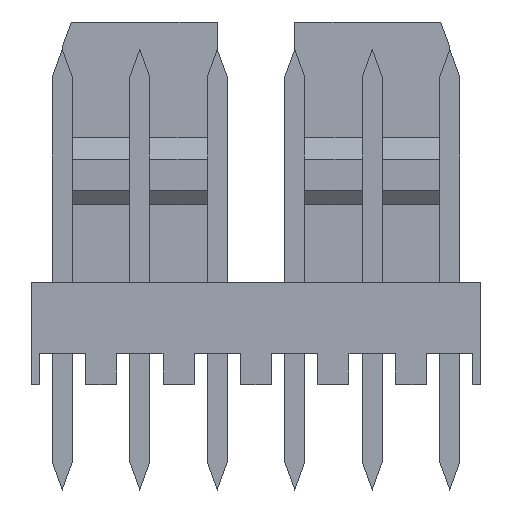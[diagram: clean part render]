
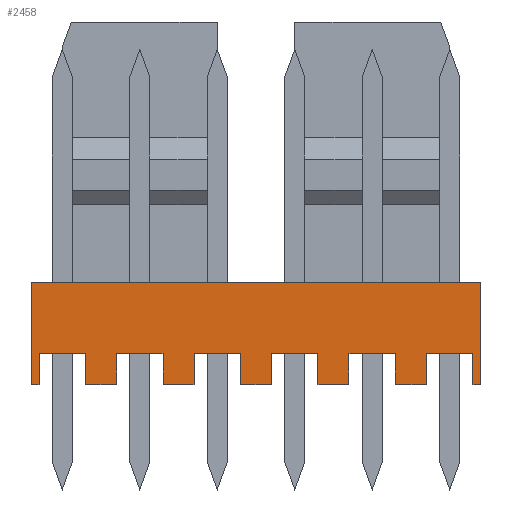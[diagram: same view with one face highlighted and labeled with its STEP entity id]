
A CAD part, top view. The second image highlights one B-rep face of the part: STEP entity #2458.
In plain terms, the highlighted planar face has unit normal (0, 0, 1).
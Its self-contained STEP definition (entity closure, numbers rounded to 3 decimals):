
#13=DIRECTION('',(0.,-1.,0.));
#14=VECTOR('',#13,3.3);
#15=CARTESIAN_POINT('',(-7.25,1.65,2.95));
#16=LINE('',#15,#14);
#282=DIRECTION('',(0.,1.,0.));
#283=VECTOR('',#282,1.);
#284=CARTESIAN_POINT('',(-5.5,-1.65,2.95));
#285=LINE('',#284,#283);
#286=DIRECTION('',(-1.,0.,0.));
#287=VECTOR('',#286,1.5);
#288=CARTESIAN_POINT('',(-5.5,-0.65,2.95));
#289=LINE('',#288,#287);
#290=DIRECTION('',(0.,1.,0.));
#291=VECTOR('',#290,1.);
#292=CARTESIAN_POINT('',(-7.,-1.65,2.95));
#293=LINE('',#292,#291);
#294=DIRECTION('',(1.,0.,0.));
#295=VECTOR('',#294,14.5);
#296=CARTESIAN_POINT('',(-7.25,1.65,2.95));
#297=LINE('',#296,#295);
#298=DIRECTION('',(0.,1.,0.));
#299=VECTOR('',#298,1.);
#300=CARTESIAN_POINT('',(7.,-1.65,2.95));
#301=LINE('',#300,#299);
#302=DIRECTION('',(-1.,0.,0.));
#303=VECTOR('',#302,1.5);
#304=CARTESIAN_POINT('',(7.,-0.65,2.95));
#305=LINE('',#304,#303);
#306=DIRECTION('',(0.,1.,0.));
#307=VECTOR('',#306,1.);
#308=CARTESIAN_POINT('',(5.5,-1.65,2.95));
#309=LINE('',#308,#307);
#310=DIRECTION('',(0.,1.,0.));
#311=VECTOR('',#310,1.);
#312=CARTESIAN_POINT('',(4.5,-1.65,2.95));
#313=LINE('',#312,#311);
#314=DIRECTION('',(-1.,0.,0.));
#315=VECTOR('',#314,1.5);
#316=CARTESIAN_POINT('',(4.5,-0.65,2.95));
#317=LINE('',#316,#315);
#318=DIRECTION('',(0.,1.,0.));
#319=VECTOR('',#318,1.);
#320=CARTESIAN_POINT('',(3.,-1.65,2.95));
#321=LINE('',#320,#319);
#322=DIRECTION('',(0.,1.,0.));
#323=VECTOR('',#322,1.);
#324=CARTESIAN_POINT('',(2.,-1.65,2.95));
#325=LINE('',#324,#323);
#326=DIRECTION('',(-1.,0.,0.));
#327=VECTOR('',#326,1.5);
#328=CARTESIAN_POINT('',(2.,-0.65,2.95));
#329=LINE('',#328,#327);
#330=DIRECTION('',(0.,1.,0.));
#331=VECTOR('',#330,1.);
#332=CARTESIAN_POINT('',(0.5,-1.65,2.95));
#333=LINE('',#332,#331);
#334=DIRECTION('',(0.,1.,0.));
#335=VECTOR('',#334,1.);
#336=CARTESIAN_POINT('',(-0.5,-1.65,2.95));
#337=LINE('',#336,#335);
#338=DIRECTION('',(-1.,0.,0.));
#339=VECTOR('',#338,1.5);
#340=CARTESIAN_POINT('',(-0.5,-0.65,2.95));
#341=LINE('',#340,#339);
#342=DIRECTION('',(0.,1.,0.));
#343=VECTOR('',#342,1.);
#344=CARTESIAN_POINT('',(-2.,-1.65,2.95));
#345=LINE('',#344,#343);
#346=DIRECTION('',(0.,1.,0.));
#347=VECTOR('',#346,1.);
#348=CARTESIAN_POINT('',(-3.,-1.65,2.95));
#349=LINE('',#348,#347);
#350=DIRECTION('',(-1.,0.,0.));
#351=VECTOR('',#350,1.5);
#352=CARTESIAN_POINT('',(-3.,-0.65,2.95));
#353=LINE('',#352,#351);
#354=DIRECTION('',(0.,1.,0.));
#355=VECTOR('',#354,1.);
#356=CARTESIAN_POINT('',(-4.5,-1.65,2.95));
#357=LINE('',#356,#355);
#386=DIRECTION('',(1.,0.,0.));
#387=VECTOR('',#386,0.25);
#388=CARTESIAN_POINT('',(7.,-1.65,2.95));
#389=LINE('',#388,#387);
#394=DIRECTION('',(1.,0.,0.));
#395=VECTOR('',#394,1.);
#396=CARTESIAN_POINT('',(4.5,-1.65,2.95));
#397=LINE('',#396,#395);
#406=DIRECTION('',(1.,0.,0.));
#407=VECTOR('',#406,1.);
#408=CARTESIAN_POINT('',(2.,-1.65,2.95));
#409=LINE('',#408,#407);
#418=DIRECTION('',(1.,0.,0.));
#419=VECTOR('',#418,1.);
#420=CARTESIAN_POINT('',(-0.5,-1.65,2.95));
#421=LINE('',#420,#419);
#430=DIRECTION('',(1.,0.,0.));
#431=VECTOR('',#430,1.);
#432=CARTESIAN_POINT('',(-3.,-1.65,2.95));
#433=LINE('',#432,#431);
#442=DIRECTION('',(1.,0.,0.));
#443=VECTOR('',#442,1.);
#444=CARTESIAN_POINT('',(-5.5,-1.65,2.95));
#445=LINE('',#444,#443);
#454=DIRECTION('',(1.,0.,0.));
#455=VECTOR('',#454,0.25);
#456=CARTESIAN_POINT('',(-7.25,-1.65,2.95));
#457=LINE('',#456,#455);
#1467=DIRECTION('',(0.,-1.,0.));
#1468=VECTOR('',#1467,3.3);
#1469=CARTESIAN_POINT('',(7.25,1.65,2.95));
#1470=LINE('',#1469,#1468);
#1563=CARTESIAN_POINT('',(-7.25,1.65,2.95));
#1564=CARTESIAN_POINT('',(-7.25,-1.65,2.95));
#1565=VERTEX_POINT('',#1563);
#1566=VERTEX_POINT('',#1564);
#1573=CARTESIAN_POINT('',(7.25,1.65,2.95));
#1574=CARTESIAN_POINT('',(7.25,-1.65,2.95));
#1575=VERTEX_POINT('',#1573);
#1576=VERTEX_POINT('',#1574);
#1731=CARTESIAN_POINT('',(7.,-1.65,2.95));
#1732=CARTESIAN_POINT('',(7.,-0.65,2.95));
#1733=VERTEX_POINT('',#1731);
#1734=VERTEX_POINT('',#1732);
#1735=CARTESIAN_POINT('',(5.5,-0.65,2.95));
#1736=VERTEX_POINT('',#1735);
#1737=CARTESIAN_POINT('',(5.5,-1.65,2.95));
#1738=VERTEX_POINT('',#1737);
#1747=CARTESIAN_POINT('',(4.5,-1.65,2.95));
#1748=CARTESIAN_POINT('',(4.5,-0.65,2.95));
#1749=VERTEX_POINT('',#1747);
#1750=VERTEX_POINT('',#1748);
#1751=CARTESIAN_POINT('',(3.,-0.65,2.95));
#1752=VERTEX_POINT('',#1751);
#1753=CARTESIAN_POINT('',(3.,-1.65,2.95));
#1754=VERTEX_POINT('',#1753);
#1763=CARTESIAN_POINT('',(2.,-1.65,2.95));
#1764=CARTESIAN_POINT('',(2.,-0.65,2.95));
#1765=VERTEX_POINT('',#1763);
#1766=VERTEX_POINT('',#1764);
#1767=CARTESIAN_POINT('',(0.5,-0.65,2.95));
#1768=VERTEX_POINT('',#1767);
#1769=CARTESIAN_POINT('',(0.5,-1.65,2.95));
#1770=VERTEX_POINT('',#1769);
#1779=CARTESIAN_POINT('',(-0.5,-1.65,2.95));
#1780=CARTESIAN_POINT('',(-0.5,-0.65,2.95));
#1781=VERTEX_POINT('',#1779);
#1782=VERTEX_POINT('',#1780);
#1783=CARTESIAN_POINT('',(-2.,-0.65,2.95));
#1784=VERTEX_POINT('',#1783);
#1785=CARTESIAN_POINT('',(-2.,-1.65,2.95));
#1786=VERTEX_POINT('',#1785);
#1795=CARTESIAN_POINT('',(-3.,-1.65,2.95));
#1796=CARTESIAN_POINT('',(-3.,-0.65,2.95));
#1797=VERTEX_POINT('',#1795);
#1798=VERTEX_POINT('',#1796);
#1799=CARTESIAN_POINT('',(-4.5,-0.65,2.95));
#1800=VERTEX_POINT('',#1799);
#1801=CARTESIAN_POINT('',(-4.5,-1.65,2.95));
#1802=VERTEX_POINT('',#1801);
#1811=CARTESIAN_POINT('',(-5.5,-1.65,2.95));
#1812=CARTESIAN_POINT('',(-5.5,-0.65,2.95));
#1813=VERTEX_POINT('',#1811);
#1814=VERTEX_POINT('',#1812);
#1815=CARTESIAN_POINT('',(-7.,-0.65,2.95));
#1816=VERTEX_POINT('',#1815);
#1817=CARTESIAN_POINT('',(-7.,-1.65,2.95));
#1818=VERTEX_POINT('',#1817);
#2397=CARTESIAN_POINT('',(-7.25,1.65,2.95));
#2398=DIRECTION('',(0.,0.,1.));
#2399=DIRECTION('',(0.,-1.,0.));
#2400=AXIS2_PLACEMENT_3D('',#2397,#2398,#2399);
#2401=PLANE('',#2400);
#2402=ORIENTED_EDGE('',*,*,#2387,.T.);
#2404=ORIENTED_EDGE('',*,*,#2403,.T.);
#2406=ORIENTED_EDGE('',*,*,#2405,.F.);
#2408=ORIENTED_EDGE('',*,*,#2407,.F.);
#2409=ORIENTED_EDGE('',*,*,#2094,.F.);
#2411=ORIENTED_EDGE('',*,*,#2410,.T.);
#2413=ORIENTED_EDGE('',*,*,#2412,.T.);
#2415=ORIENTED_EDGE('',*,*,#2414,.F.);
#2417=ORIENTED_EDGE('',*,*,#2416,.T.);
#2419=ORIENTED_EDGE('',*,*,#2418,.T.);
#2421=ORIENTED_EDGE('',*,*,#2420,.F.);
#2423=ORIENTED_EDGE('',*,*,#2422,.F.);
#2425=ORIENTED_EDGE('',*,*,#2424,.T.);
#2427=ORIENTED_EDGE('',*,*,#2426,.T.);
#2429=ORIENTED_EDGE('',*,*,#2428,.F.);
#2431=ORIENTED_EDGE('',*,*,#2430,.F.);
#2433=ORIENTED_EDGE('',*,*,#2432,.T.);
#2435=ORIENTED_EDGE('',*,*,#2434,.T.);
#2437=ORIENTED_EDGE('',*,*,#2436,.F.);
#2439=ORIENTED_EDGE('',*,*,#2438,.F.);
#2441=ORIENTED_EDGE('',*,*,#2440,.T.);
#2443=ORIENTED_EDGE('',*,*,#2442,.T.);
#2445=ORIENTED_EDGE('',*,*,#2444,.F.);
#2447=ORIENTED_EDGE('',*,*,#2446,.F.);
#2449=ORIENTED_EDGE('',*,*,#2448,.T.);
#2451=ORIENTED_EDGE('',*,*,#2450,.T.);
#2453=ORIENTED_EDGE('',*,*,#2452,.F.);
#2455=ORIENTED_EDGE('',*,*,#2454,.F.);
#2456=EDGE_LOOP('',(#2402,#2404,#2406,#2408,#2409,#2411,#2413,#2415,#2417,#2419,
#2421,#2423,#2425,#2427,#2429,#2431,#2433,#2435,#2437,#2439,#2441,#2443,#2445,
#2447,#2449,#2451,#2453,#2455));
#2457=FACE_OUTER_BOUND('',#2456,.F.);
#2458=ADVANCED_FACE('',(#2457),#2401,.T.);
#2094=EDGE_CURVE('',#1565,#1566,#16,.T.);
#2387=EDGE_CURVE('',#1813,#1814,#285,.T.);
#2403=EDGE_CURVE('',#1814,#1816,#289,.T.);
#2405=EDGE_CURVE('',#1818,#1816,#293,.T.);
#2407=EDGE_CURVE('',#1566,#1818,#457,.T.);
#2410=EDGE_CURVE('',#1565,#1575,#297,.T.);
#2412=EDGE_CURVE('',#1575,#1576,#1470,.T.);
#2414=EDGE_CURVE('',#1733,#1576,#389,.T.);
#2416=EDGE_CURVE('',#1733,#1734,#301,.T.);
#2418=EDGE_CURVE('',#1734,#1736,#305,.T.);
#2420=EDGE_CURVE('',#1738,#1736,#309,.T.);
#2422=EDGE_CURVE('',#1749,#1738,#397,.T.);
#2424=EDGE_CURVE('',#1749,#1750,#313,.T.);
#2426=EDGE_CURVE('',#1750,#1752,#317,.T.);
#2428=EDGE_CURVE('',#1754,#1752,#321,.T.);
#2430=EDGE_CURVE('',#1765,#1754,#409,.T.);
#2432=EDGE_CURVE('',#1765,#1766,#325,.T.);
#2434=EDGE_CURVE('',#1766,#1768,#329,.T.);
#2436=EDGE_CURVE('',#1770,#1768,#333,.T.);
#2438=EDGE_CURVE('',#1781,#1770,#421,.T.);
#2440=EDGE_CURVE('',#1781,#1782,#337,.T.);
#2442=EDGE_CURVE('',#1782,#1784,#341,.T.);
#2444=EDGE_CURVE('',#1786,#1784,#345,.T.);
#2446=EDGE_CURVE('',#1797,#1786,#433,.T.);
#2448=EDGE_CURVE('',#1797,#1798,#349,.T.);
#2450=EDGE_CURVE('',#1798,#1800,#353,.T.);
#2452=EDGE_CURVE('',#1802,#1800,#357,.T.);
#2454=EDGE_CURVE('',#1813,#1802,#445,.T.);
